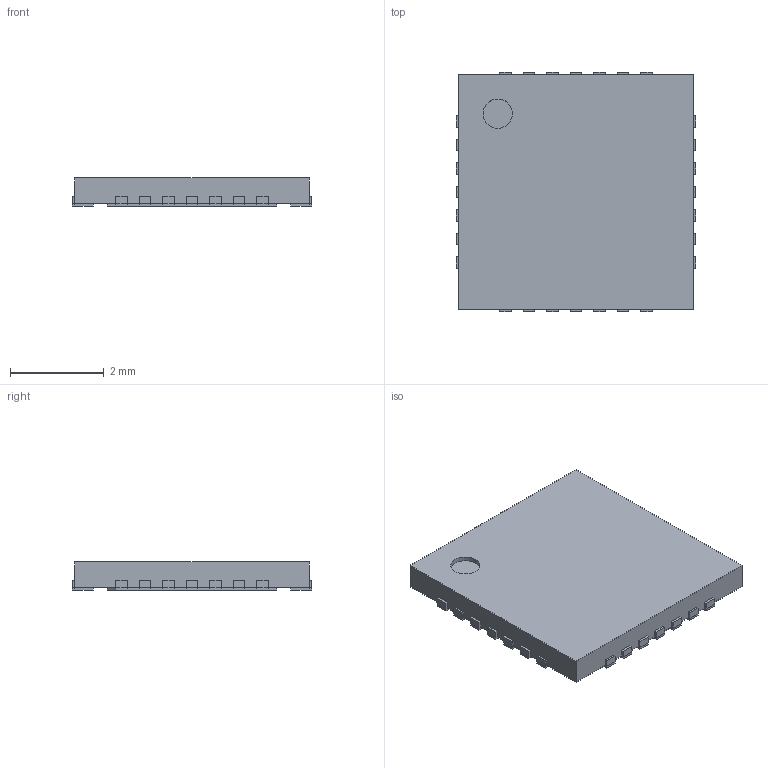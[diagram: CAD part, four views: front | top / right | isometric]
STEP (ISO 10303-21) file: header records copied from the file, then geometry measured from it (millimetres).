
FILE_DESCRIPTION(('Open CASCADE Model'),'2;1');
FILE_NAME('Open CASCADE Shape Model','2022-11-14T00:12:22',('Author'),( 'Open CASCADE'),'Open CASCADE STEP processor 7.5','Open CASCADE 7.5' ,'Unknown');
FILE_SCHEMA(('AUTOMOTIVE_DESIGN { 1 0 10303 214 1 1 1 1 }'));
Length unit declared in the file: millimetre
Products named in the file (7): QFN50P500X500X60_HS-29N.step; Open CASCADE STEP translator 7.5 145.1; Body; Open CASCADE STEP translator 7.5 145.2.1; Thermal Shape; Pin Shape; Open CASCADE STEP translator 7.5 145.4.1
Assembly tree (33 placements, depth 3):
  QFN50P500X500X60_HS-29N.step
    Open CASCADE STEP translator 7.5 145.1
    Body
      Open CASCADE STEP translator 7.5 145.2.1
    Thermal Shape
    Pin Shape  x28
      Open CASCADE STEP translator 7.5 145.4.1
Bounding box: 5.1 x 5.1 x 0.6 mm (x, y, z)
Volume: 14.6 mm3; surface area: 98.8 mm2
Topology: 30 solids, 31 shells, 408 faces, 815 edges, 469 vertices
Faces by surface type: plane 407, cylinder 1
Full cylindrical faces by diameter (mm): 0.625 x1
Entity records: 1881 total; most frequent: DIRECTION 305, CARTESIAN_POINT 279, LINE 168, VECTOR 168, ORIENTED_EDGE 117, PCURVE 117, DEFINITIONAL_REPRESENTATION 117, AXIS2_PLACEMENT_3D 67
